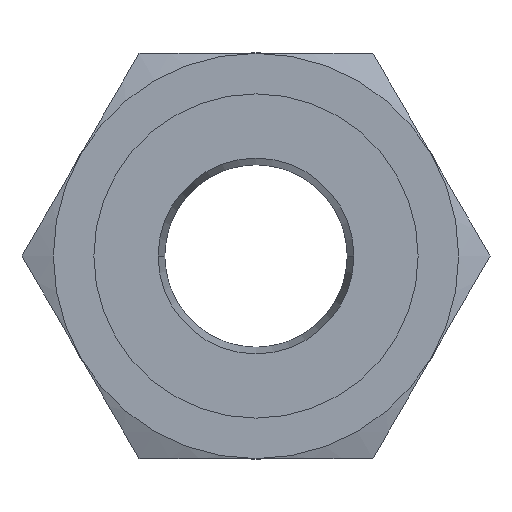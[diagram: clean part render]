
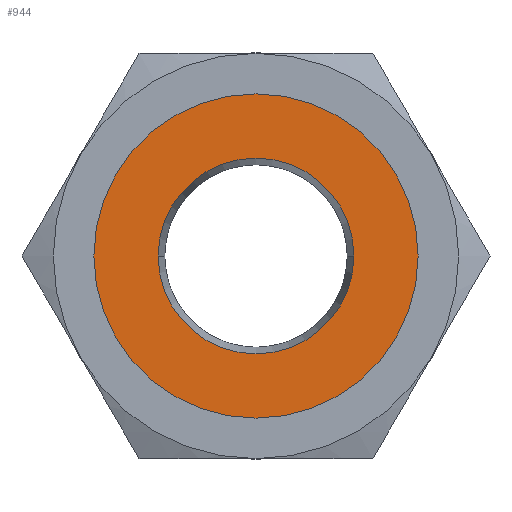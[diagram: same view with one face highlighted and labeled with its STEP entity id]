
A CAD part, front view. The second image highlights one B-rep face of the part: STEP entity #944.
In plain terms, the highlighted planar face has unit normal (0, -1, 0).
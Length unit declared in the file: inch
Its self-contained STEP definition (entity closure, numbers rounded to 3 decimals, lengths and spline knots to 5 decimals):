
#115=CARTESIAN_POINT('',(0.,0.01,0.));
#116=DIRECTION('',(0.,1.,0.));
#117=DIRECTION('',(-1.,0.,0.));
#118=AXIS2_PLACEMENT_3D('',#115,#116,#117);
#146=CARTESIAN_POINT('',(0.,0.01,0.));
#147=DIRECTION('',(0.,1.,0.));
#148=DIRECTION('',(-1.,0.,0.));
#149=AXIS2_PLACEMENT_3D('',#146,#147,#148);
#154=CARTESIAN_POINT('',(0.,0.01,0.));
#155=DIRECTION('',(0.,1.,0.));
#156=DIRECTION('',(1.,0.,0.));
#157=AXIS2_PLACEMENT_3D('',#154,#155,#156);
#525=CARTESIAN_POINT('',(0.,0.01,0.));
#526=DIRECTION('',(0.,1.,0.));
#527=DIRECTION('',(1.,0.,0.));
#528=AXIS2_PLACEMENT_3D('',#525,#526,#527);
#844=CARTESIAN_POINT('',(-0.5,0.01,0.));
#845=CARTESIAN_POINT('',(0.5,0.01,0.));
#846=VERTEX_POINT('',#844);
#847=VERTEX_POINT('',#845);
#852=CARTESIAN_POINT('',(0.30187,0.01,0.));
#853=CARTESIAN_POINT('',(-0.30187,0.01,0.));
#854=VERTEX_POINT('',#852);
#855=VERTEX_POINT('',#853);
#928=CARTESIAN_POINT('',(0.,0.01,0.));
#929=DIRECTION('',(0.,1.,0.));
#930=DIRECTION('',(-1.,0.,0.));
#931=AXIS2_PLACEMENT_3D('',#928,#929,#930);
#932=PLANE('',#931);
#934=ORIENTED_EDGE('',*,*,#933,.T.);
#936=ORIENTED_EDGE('',*,*,#935,.T.);
#937=EDGE_LOOP('',(#934,#936));
#938=FACE_OUTER_BOUND('',#937,.F.);
#939=ORIENTED_EDGE('',*,*,#917,.F.);
#941=ORIENTED_EDGE('',*,*,#940,.F.);
#942=EDGE_LOOP('',(#939,#941));
#943=FACE_BOUND('',#942,.F.);
#944=ADVANCED_FACE('',(#938,#943),#932,.F.);
#119=CIRCLE('',#118,0.30187);
#150=CIRCLE('',#149,0.5);
#158=CIRCLE('',#157,0.5);
#529=CIRCLE('',#528,0.30187);
#917=EDGE_CURVE('',#855,#854,#119,.T.);
#933=EDGE_CURVE('',#846,#847,#150,.T.);
#935=EDGE_CURVE('',#847,#846,#158,.T.);
#940=EDGE_CURVE('',#854,#855,#529,.T.);
